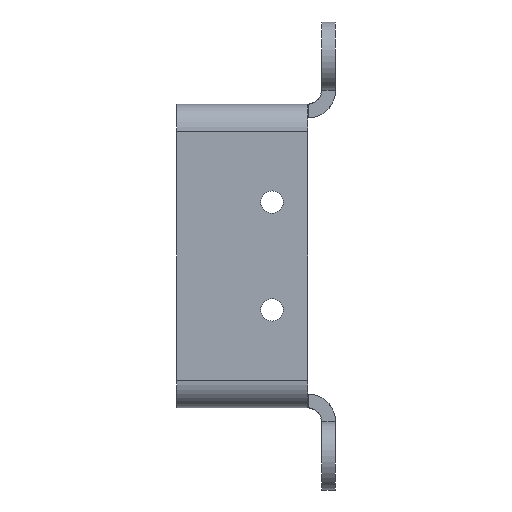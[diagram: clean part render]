
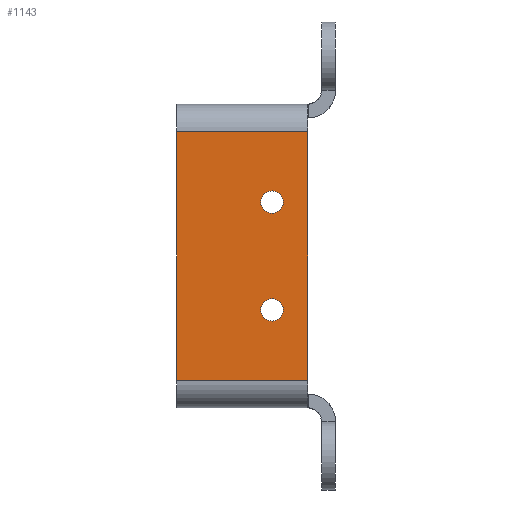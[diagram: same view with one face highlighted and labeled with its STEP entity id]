
A CAD part, front view. The second image highlights one B-rep face of the part: STEP entity #1143.
In plain terms, the highlighted planar face has unit normal (0, -1, 0).
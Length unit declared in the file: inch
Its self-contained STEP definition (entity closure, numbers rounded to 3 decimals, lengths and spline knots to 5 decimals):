
#231=DIRECTION('',(-1.,0.,0.));
#232=VECTOR('',#231,0.575);
#233=CARTESIAN_POINT('',(-0.12075,0.06,-0.545));
#234=LINE('',#233,#232);
#235=DIRECTION('',(0.,0.,1.));
#236=VECTOR('',#235,1.09);
#237=CARTESIAN_POINT('',(-0.69575,0.06,-0.545));
#238=LINE('',#237,#236);
#239=DIRECTION('',(-1.,0.,0.));
#240=VECTOR('',#239,0.575);
#241=CARTESIAN_POINT('',(-0.12075,0.06,0.545));
#242=LINE('',#241,#240);
#243=DIRECTION('',(0.,0.,-1.));
#244=VECTOR('',#243,1.09);
#245=CARTESIAN_POINT('',(-0.12075,0.06,0.545));
#246=LINE('',#245,#244);
#247=CARTESIAN_POINT('',(-0.27775,0.06,0.236));
#248=DIRECTION('',(0.,-1.,0.));
#249=DIRECTION('',(0.,0.,-1.));
#250=AXIS2_PLACEMENT_3D('',#247,#248,#249);
#252=CARTESIAN_POINT('',(-0.27775,0.06,0.236));
#253=DIRECTION('',(0.,-1.,0.));
#254=DIRECTION('',(0.,0.,1.));
#255=AXIS2_PLACEMENT_3D('',#252,#253,#254);
#257=CARTESIAN_POINT('',(-0.27775,0.06,-0.236));
#258=DIRECTION('',(0.,-1.,0.));
#259=DIRECTION('',(0.,0.,-1.));
#260=AXIS2_PLACEMENT_3D('',#257,#258,#259);
#262=CARTESIAN_POINT('',(-0.27775,0.06,-0.236));
#263=DIRECTION('',(0.,-1.,0.));
#264=DIRECTION('',(0.,0.,1.));
#265=AXIS2_PLACEMENT_3D('',#262,#263,#264);
#661=CARTESIAN_POINT('',(-0.69575,0.06,0.545));
#662=VERTEX_POINT('',#661);
#667=CARTESIAN_POINT('',(-0.12075,0.06,0.545));
#668=VERTEX_POINT('',#667);
#673=CARTESIAN_POINT('',(-0.69575,0.06,-0.545));
#674=VERTEX_POINT('',#673);
#675=CARTESIAN_POINT('',(-0.12075,0.06,-0.545));
#676=VERTEX_POINT('',#675);
#757=CARTESIAN_POINT('',(-0.27775,0.06,-0.285));
#758=CARTESIAN_POINT('',(-0.27775,0.06,-0.187));
#759=VERTEX_POINT('',#757);
#760=VERTEX_POINT('',#758);
#761=CARTESIAN_POINT('',(-0.27775,0.06,0.187));
#762=CARTESIAN_POINT('',(-0.27775,0.06,0.285));
#763=VERTEX_POINT('',#761);
#764=VERTEX_POINT('',#762);
#1117=CARTESIAN_POINT('',(0.00425,0.06,0.));
#1118=DIRECTION('',(0.,1.,0.));
#1119=DIRECTION('',(0.,0.,-1.));
#1120=AXIS2_PLACEMENT_3D('',#1117,#1118,#1119);
#1121=PLANE('',#1120);
#1122=ORIENTED_EDGE('',*,*,#1110,.T.);
#1124=ORIENTED_EDGE('',*,*,#1123,.T.);
#1126=ORIENTED_EDGE('',*,*,#1125,.F.);
#1128=ORIENTED_EDGE('',*,*,#1127,.T.);
#1129=EDGE_LOOP('',(#1122,#1124,#1126,#1128));
#1130=FACE_OUTER_BOUND('',#1129,.F.);
#1132=ORIENTED_EDGE('',*,*,#1131,.T.);
#1134=ORIENTED_EDGE('',*,*,#1133,.T.);
#1135=EDGE_LOOP('',(#1132,#1134));
#1136=FACE_BOUND('',#1135,.F.);
#1138=ORIENTED_EDGE('',*,*,#1137,.T.);
#1140=ORIENTED_EDGE('',*,*,#1139,.T.);
#1141=EDGE_LOOP('',(#1138,#1140));
#1142=FACE_BOUND('',#1141,.F.);
#1143=ADVANCED_FACE('',(#1130,#1136,#1142),#1121,.F.);
#251=CIRCLE('',#250,0.049);
#256=CIRCLE('',#255,0.049);
#261=CIRCLE('',#260,0.049);
#266=CIRCLE('',#265,0.049);
#1110=EDGE_CURVE('',#676,#674,#234,.T.);
#1123=EDGE_CURVE('',#674,#662,#238,.T.);
#1125=EDGE_CURVE('',#668,#662,#242,.T.);
#1127=EDGE_CURVE('',#668,#676,#246,.T.);
#1131=EDGE_CURVE('',#763,#764,#251,.T.);
#1133=EDGE_CURVE('',#764,#763,#256,.T.);
#1137=EDGE_CURVE('',#759,#760,#261,.T.);
#1139=EDGE_CURVE('',#760,#759,#266,.T.);
